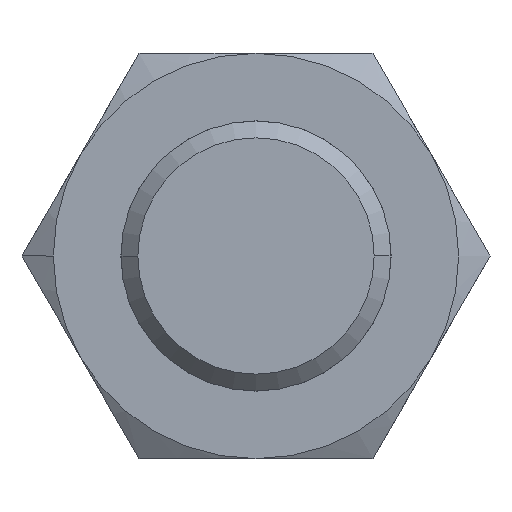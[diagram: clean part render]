
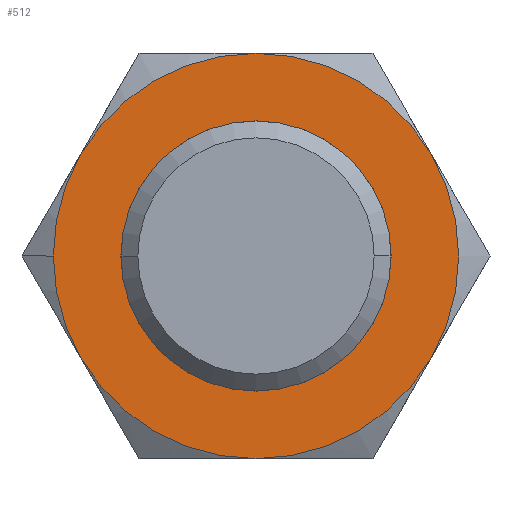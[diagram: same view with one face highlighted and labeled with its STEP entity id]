
A CAD part, front view. The second image highlights one B-rep face of the part: STEP entity #512.
In plain terms, the highlighted planar face has unit normal (0, -1, 0).
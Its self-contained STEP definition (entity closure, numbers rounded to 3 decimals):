
#7 = CIRCLE ( 'NONE', #62, 8. ) ;
#26 = CARTESIAN_POINT ( 'NONE',  ( 8., 0., 0. ) ) ;
#55 = VERTEX_POINT ( 'NONE', #472 ) ;
#62 = AXIS2_PLACEMENT_3D ( 'NONE', #278, #600, #294 ) ;
#83 = AXIS2_PLACEMENT_3D ( 'NONE', #674, #899, #93 ) ;
#93 = DIRECTION ( 'NONE',  ( -1., 0., 0. ) ) ;
#104 = AXIS2_PLACEMENT_3D ( 'NONE', #703, #557, #783 ) ;
#111 = CARTESIAN_POINT ( 'NONE',  ( -10.392, 0., -6. ) ) ;
#136 = CIRCLE ( 'NONE', #83, 12. ) ;
#141 = CARTESIAN_POINT ( 'NONE',  ( 0., 0., 0. ) ) ;
#155 = AXIS2_PLACEMENT_3D ( 'NONE', #825, #530, #537 ) ;
#160 = FACE_BOUND ( 'NONE', #643, .T. ) ;
#169 = AXIS2_PLACEMENT_3D ( 'NONE', #382, #438, #903 ) ;
#181 = EDGE_CURVE ( 'NONE', #808, #55, #701, .T. ) ;
#185 = CARTESIAN_POINT ( 'NONE',  ( 0., 0., 0. ) ) ;
#195 = ORIENTED_EDGE ( 'NONE', *, *, #292, .F. ) ;
#206 = DIRECTION ( 'NONE',  ( 0., 1., 0. ) ) ;
#210 = CARTESIAN_POINT ( 'NONE',  ( 10.392, 0., -6. ) ) ;
#232 = VERTEX_POINT ( 'NONE', #494 ) ;
#278 = CARTESIAN_POINT ( 'NONE',  ( 0., 0., 0. ) ) ;
#292 = EDGE_CURVE ( 'NONE', #55, #559, #604, .T. ) ;
#294 = DIRECTION ( 'NONE',  ( -1., 0., 0. ) ) ;
#302 = CIRCLE ( 'NONE', #418, 12. ) ;
#307 = ORIENTED_EDGE ( 'NONE', *, *, #181, .F. ) ;
#308 = CARTESIAN_POINT ( 'NONE',  ( 0., 0., 0. ) ) ;
#347 = VERTEX_POINT ( 'NONE', #26 ) ;
#350 = ORIENTED_EDGE ( 'NONE', *, *, #933, .F. ) ;
#373 = DIRECTION ( 'NONE',  ( 0., 1., 0. ) ) ;
#375 = ORIENTED_EDGE ( 'NONE', *, *, #697, .T. ) ;
#382 = CARTESIAN_POINT ( 'NONE',  ( 0., 0., 0. ) ) ;
#406 = DIRECTION ( 'NONE',  ( -1., 0., 0. ) ) ;
#418 = AXIS2_PLACEMENT_3D ( 'NONE', #141, #206, #421 ) ;
#421 = DIRECTION ( 'NONE',  ( -1., 0., 0. ) ) ;
#423 = EDGE_CURVE ( 'NONE', #347, #726, #7, .T. ) ;
#438 = DIRECTION ( 'NONE',  ( 0., 1., 0. ) ) ;
#444 = EDGE_LOOP ( 'NONE', ( #350, #535, #673, #947, #593, #195, #307 ) ) ;
#452 = EDGE_CURVE ( 'NONE', #559, #743, #136, .T. ) ;
#471 = DIRECTION ( 'NONE',  ( 0., 1., 0. ) ) ;
#472 = CARTESIAN_POINT ( 'NONE',  ( 10.392, 0., 6. ) ) ;
#478 = EDGE_CURVE ( 'NONE', #743, #889, #908, .T. ) ;
#480 = CARTESIAN_POINT ( 'NONE',  ( -12., 0., 0. ) ) ;
#494 = CARTESIAN_POINT ( 'NONE',  ( -10.392, 0., 6. ) ) ;
#499 = AXIS2_PLACEMENT_3D ( 'NONE', #745, #373, #911 ) ;
#507 = DIRECTION ( 'NONE',  ( 0., 1., 0. ) ) ;
#512 = ADVANCED_FACE ( 'NONE', ( #609, #160 ), #749, .F. ) ;
#530 = DIRECTION ( 'NONE',  ( 0., 1., 0. ) ) ;
#535 = ORIENTED_EDGE ( 'NONE', *, *, #845, .F. ) ;
#537 = DIRECTION ( 'NONE',  ( -1., 0., 0. ) ) ;
#551 = DIRECTION ( 'NONE',  ( -1., 0., 0. ) ) ;
#557 = DIRECTION ( 'NONE',  ( 0., 1., 0. ) ) ;
#559 = VERTEX_POINT ( 'NONE', #210 ) ;
#587 = AXIS2_PLACEMENT_3D ( 'NONE', #308, #605, #551 ) ;
#593 = ORIENTED_EDGE ( 'NONE', *, *, #452, .F. ) ;
#600 = DIRECTION ( 'NONE',  ( 0., 1., 0. ) ) ;
#604 = CIRCLE ( 'NONE', #665, 12. ) ;
#605 = DIRECTION ( 'NONE',  ( 0., 1., 0. ) ) ;
#609 = FACE_OUTER_BOUND ( 'NONE', #444, .T. ) ;
#619 = CARTESIAN_POINT ( 'NONE',  ( 0., 0., 12. ) ) ;
#640 = AXIS2_PLACEMENT_3D ( 'NONE', #185, #471, #779 ) ;
#643 = EDGE_LOOP ( 'NONE', ( #375, #737 ) ) ;
#665 = AXIS2_PLACEMENT_3D ( 'NONE', #949, #507, #406 ) ;
#673 = ORIENTED_EDGE ( 'NONE', *, *, #883, .F. ) ;
#674 = CARTESIAN_POINT ( 'NONE',  ( 0., 0., 0. ) ) ;
#697 = EDGE_CURVE ( 'NONE', #726, #347, #772, .T. ) ;
#701 = CIRCLE ( 'NONE', #587, 12. ) ;
#703 = CARTESIAN_POINT ( 'NONE',  ( 0., 0., 0. ) ) ;
#726 = VERTEX_POINT ( 'NONE', #817 ) ;
#737 = ORIENTED_EDGE ( 'NONE', *, *, #423, .T. ) ;
#739 = CIRCLE ( 'NONE', #104, 12. ) ;
#743 = VERTEX_POINT ( 'NONE', #750 ) ;
#745 = CARTESIAN_POINT ( 'NONE',  ( 12., 0., 0. ) ) ;
#749 = PLANE ( 'NONE',  #499 ) ;
#750 = CARTESIAN_POINT ( 'NONE',  ( 0., 0., -12. ) ) ;
#772 = CIRCLE ( 'NONE', #155, 8. ) ;
#779 = DIRECTION ( 'NONE',  ( -1., 0., 0. ) ) ;
#783 = DIRECTION ( 'NONE',  ( -1., 0., 0. ) ) ;
#808 = VERTEX_POINT ( 'NONE', #619 ) ;
#817 = CARTESIAN_POINT ( 'NONE',  ( -8., 0., 0. ) ) ;
#818 = VERTEX_POINT ( 'NONE', #480 ) ;
#825 = CARTESIAN_POINT ( 'NONE',  ( 0., 0., 0. ) ) ;
#845 = EDGE_CURVE ( 'NONE', #818, #232, #739, .T. ) ;
#874 = CIRCLE ( 'NONE', #640, 12. ) ;
#883 = EDGE_CURVE ( 'NONE', #889, #818, #874, .T. ) ;
#889 = VERTEX_POINT ( 'NONE', #111 ) ;
#899 = DIRECTION ( 'NONE',  ( 0., 1., 0. ) ) ;
#903 = DIRECTION ( 'NONE',  ( -1., 0., 0. ) ) ;
#908 = CIRCLE ( 'NONE', #169, 12. ) ;
#911 = DIRECTION ( 'NONE',  ( -1., 0., 0. ) ) ;
#933 = EDGE_CURVE ( 'NONE', #232, #808, #302, .T. ) ;
#947 = ORIENTED_EDGE ( 'NONE', *, *, #478, .F. ) ;
#949 = CARTESIAN_POINT ( 'NONE',  ( 0., 0., 0. ) ) ;
